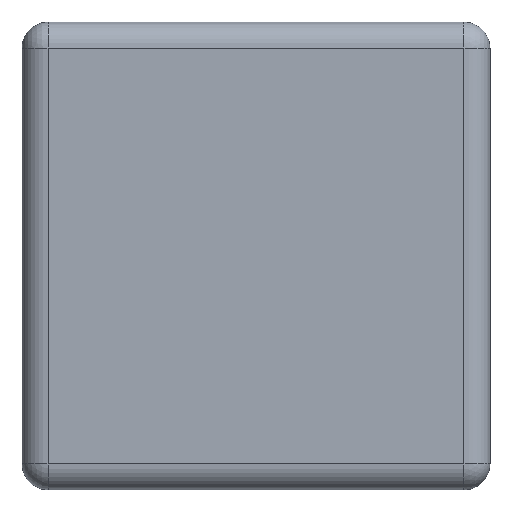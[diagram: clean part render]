
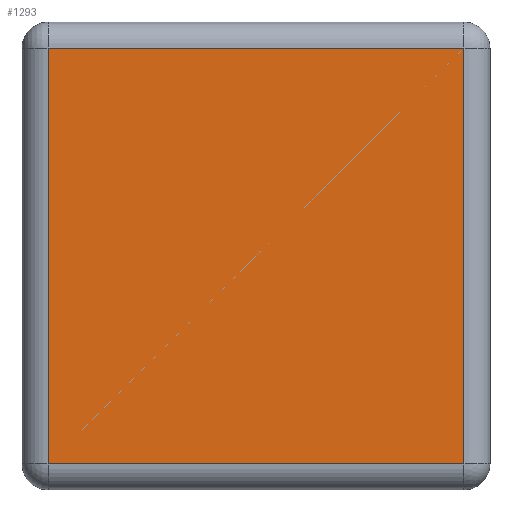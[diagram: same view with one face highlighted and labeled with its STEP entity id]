
A CAD part, left-side view. The second image highlights one B-rep face of the part: STEP entity #1293.
In plain terms, the highlighted planar face has unit normal (-1, 0, 0).
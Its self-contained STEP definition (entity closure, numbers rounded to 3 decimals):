
#27 = ORIENTED_EDGE ( 'NONE', *, *, #1860, .T. ) ;
#30 = EDGE_LOOP ( 'NONE', ( #865, #451, #27, #542 ) ) ;
#79 = VERTEX_POINT ( 'NONE', #216 ) ;
#171 = EDGE_CURVE ( 'NONE', #569, #242, #1443, .T. ) ;
#172 = VECTOR ( 'NONE', #1198, 1000. ) ;
#216 = CARTESIAN_POINT ( 'NONE',  ( -1.25, 1.7, -0.8 ) ) ;
#242 = VERTEX_POINT ( 'NONE', #1766 ) ;
#375 = DIRECTION ( 'NONE',  ( 0., 0., -1. ) ) ;
#446 = DIRECTION ( 'NONE',  ( 0., 0., -1. ) ) ;
#451 = ORIENTED_EDGE ( 'NONE', *, *, #1919, .T. ) ;
#481 = CARTESIAN_POINT ( 'NONE',  ( -1.25, 0.1, -0.8 ) ) ;
#486 = VECTOR ( 'NONE', #833, 1000. ) ;
#542 = ORIENTED_EDGE ( 'NONE', *, *, #171, .T. ) ;
#569 = VERTEX_POINT ( 'NONE', #481 ) ;
#571 = CARTESIAN_POINT ( 'NONE',  ( -1.25, 0., 0.8 ) ) ;
#584 = AXIS2_PLACEMENT_3D ( 'NONE', #709, #1915, #375 ) ;
#585 = LINE ( 'NONE', #571, #172 ) ;
#624 = CARTESIAN_POINT ( 'NONE',  ( -1.25, 1.7, 0. ) ) ;
#696 = CARTESIAN_POINT ( 'NONE',  ( -1.25, 1.7, 0.8 ) ) ;
#709 = CARTESIAN_POINT ( 'NONE',  ( -1.25, 0., 0. ) ) ;
#833 = DIRECTION ( 'NONE',  ( 0., 0., 1. ) ) ;
#865 = ORIENTED_EDGE ( 'NONE', *, *, #1099, .T. ) ;
#1099 = EDGE_CURVE ( 'NONE', #242, #1785, #585, .T. ) ;
#1156 = PLANE ( 'NONE',  #584 ) ;
#1198 = DIRECTION ( 'NONE',  ( 0., 1., 0. ) ) ;
#1293 = ADVANCED_FACE ( 'NONE', ( #1723 ), #1156, .F. ) ;
#1313 = CARTESIAN_POINT ( 'NONE',  ( -1.25, 0.1, 0. ) ) ;
#1392 = LINE ( 'NONE', #624, #1664 ) ;
#1443 = LINE ( 'NONE', #1313, #486 ) ;
#1451 = VECTOR ( 'NONE', #1680, 1000. ) ;
#1664 = VECTOR ( 'NONE', #446, 1000. ) ;
#1667 = CARTESIAN_POINT ( 'NONE',  ( -1.25, 0., -0.8 ) ) ;
#1680 = DIRECTION ( 'NONE',  ( 0., -1., 0. ) ) ;
#1723 = FACE_OUTER_BOUND ( 'NONE', #30, .T. ) ;
#1766 = CARTESIAN_POINT ( 'NONE',  ( -1.25, 0.1, 0.8 ) ) ;
#1785 = VERTEX_POINT ( 'NONE', #696 ) ;
#1829 = LINE ( 'NONE', #1667, #1451 ) ;
#1860 = EDGE_CURVE ( 'NONE', #79, #569, #1829, .T. ) ;
#1915 = DIRECTION ( 'NONE',  ( 1., 0., 0. ) ) ;
#1919 = EDGE_CURVE ( 'NONE', #1785, #79, #1392, .T. ) ;
